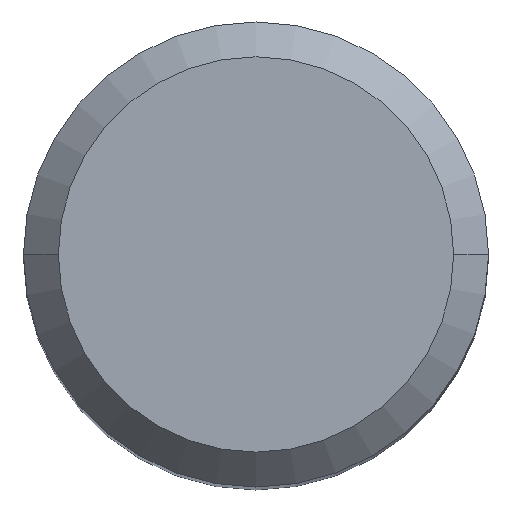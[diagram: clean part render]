
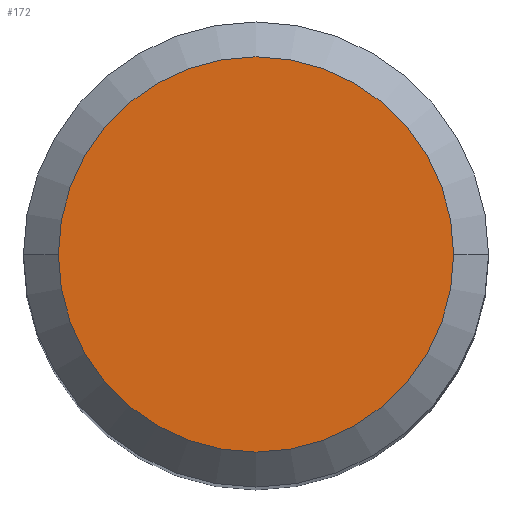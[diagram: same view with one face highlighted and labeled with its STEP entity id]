
A CAD part, top view. The second image highlights one B-rep face of the part: STEP entity #172.
In plain terms, the highlighted planar face has unit normal (0, 0, 1).
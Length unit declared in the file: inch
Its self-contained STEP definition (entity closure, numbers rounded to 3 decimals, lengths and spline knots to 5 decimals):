
#18 = EDGE_CURVE ( 'NONE', #384, #243, #275, .T. ) ;
#20 = ORIENTED_EDGE ( 'NONE', *, *, #250, .T. ) ;
#42 = AXIS2_PLACEMENT_3D ( 'NONE', #177, #287, #179 ) ;
#60 = AXIS2_PLACEMENT_3D ( 'NONE', #356, #315, #463 ) ;
#67 = PLANE ( 'NONE',  #343 ) ;
#135 = CARTESIAN_POINT ( 'NONE',  ( -0.20077, 0., 0. ) ) ;
#139 = DIRECTION ( 'NONE',  ( 0., 0., -1. ) ) ;
#172 = ADVANCED_FACE ( 'NONE', ( #403 ), #67, .F. ) ;
#177 = CARTESIAN_POINT ( 'NONE',  ( 0., 0., 0. ) ) ;
#179 = DIRECTION ( 'NONE',  ( 1., 0., 0. ) ) ;
#216 = DIRECTION ( 'NONE',  ( -1., 0., 0. ) ) ;
#243 = VERTEX_POINT ( 'NONE', #135 ) ;
#250 = EDGE_CURVE ( 'NONE', #243, #384, #408, .T. ) ;
#262 = CARTESIAN_POINT ( 'NONE',  ( 0.20077, 0., 0. ) ) ;
#275 = CIRCLE ( 'NONE', #60, 0.20077 ) ;
#287 = DIRECTION ( 'NONE',  ( 0., 0., 1. ) ) ;
#315 = DIRECTION ( 'NONE',  ( 0., 0., 1. ) ) ;
#343 = AXIS2_PLACEMENT_3D ( 'NONE', #469, #139, #216 ) ;
#356 = CARTESIAN_POINT ( 'NONE',  ( 0., 0., 0. ) ) ;
#369 = ORIENTED_EDGE ( 'NONE', *, *, #18, .T. ) ;
#384 = VERTEX_POINT ( 'NONE', #262 ) ;
#403 = FACE_OUTER_BOUND ( 'NONE', #461, .T. ) ;
#408 = CIRCLE ( 'NONE', #42, 0.20077 ) ;
#461 = EDGE_LOOP ( 'NONE', ( #20, #369 ) ) ;
#463 = DIRECTION ( 'NONE',  ( 1., 0., 0. ) ) ;
#469 = CARTESIAN_POINT ( 'NONE',  ( 0., 0., 0. ) ) ;
